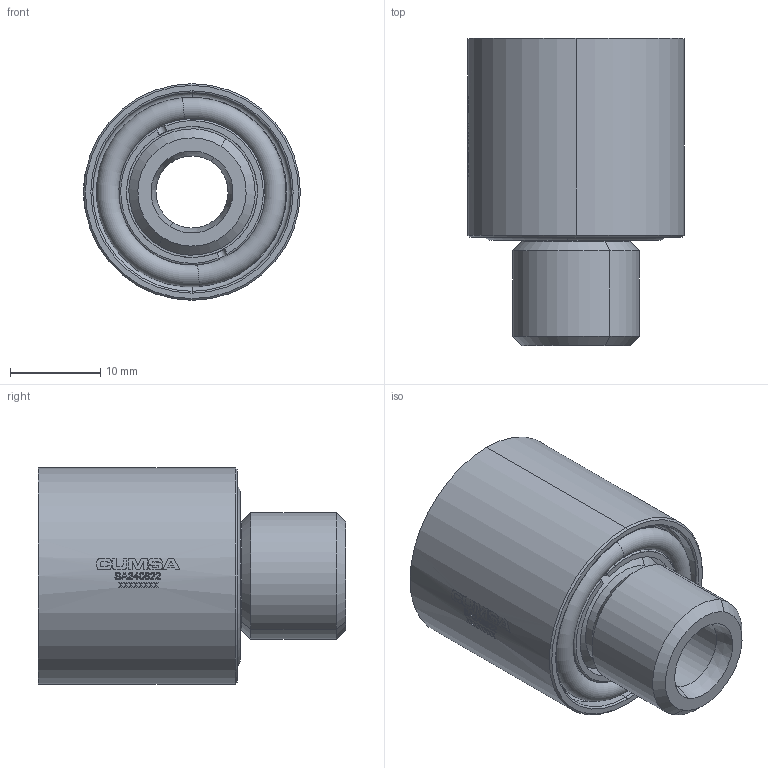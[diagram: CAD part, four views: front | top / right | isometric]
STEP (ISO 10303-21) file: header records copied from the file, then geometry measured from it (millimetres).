
FILE_DESCRIPTION (( 'STEP AP214' ), '1' );
FILE_NAME ('sa240822.stp', '2022-07-25T06:45:51', ( '' ), ( '' ), 'SwSTEP 2.0', 'SolidWorks 2021', '' );
FILE_SCHEMA (( 'AUTOMOTIVE_DESIGN' ));
Length unit declared in the file: millimetre
Products named in the file (5): JT16x2.5; sa240822; SA240022-A; SA240822-C_acabado; SA240822-B_acabado
Assembly tree (4 placements, depth 2):
  sa240822
    SA240822-C_acabado
    SA240822-B_acabado
    SA240022-A
    JT16x2.5
Bounding box: 24 x 34 x 24 mm (x, y, z)
Volume: 9398.5 mm3; surface area: 6499.7 mm2
Topology: 4 solids, 4 shells, 467 faces, 1225 edges, 798 vertices
Faces by surface type: bspline 238, plane 115, cylinder 63, cone 33, torus 18
Entity records: 27047 total; most frequent: CARTESIAN_POINT 13685, ORIENTED_EDGE 2450, EDGE_CURVE 1225, DIRECTION 1064, VERTEX_POINT 798, B_SPLINE_CURVE_WITH_KNOTS 794, EDGE_LOOP 507, ADVANCED_FACE 467
